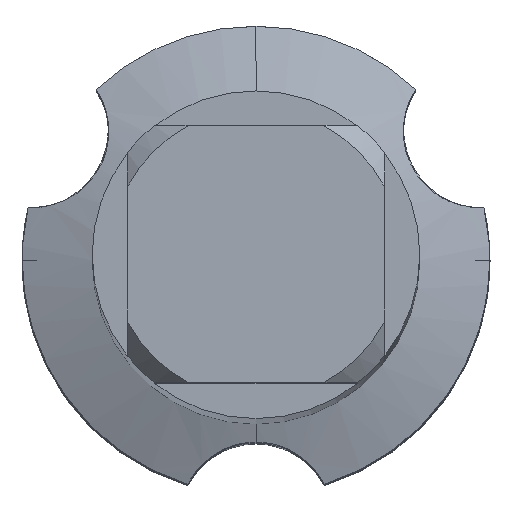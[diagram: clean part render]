
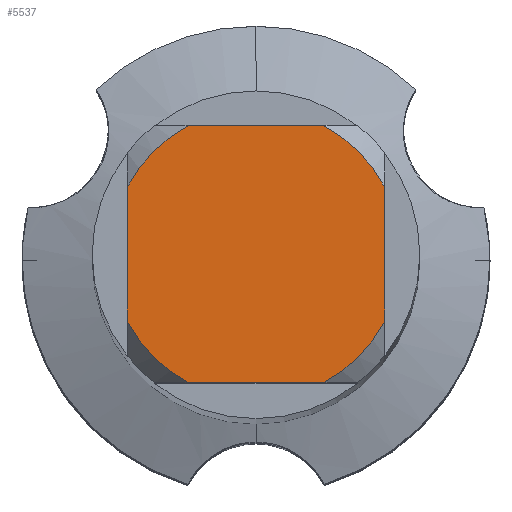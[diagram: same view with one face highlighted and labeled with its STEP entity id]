
A CAD part, top view. The second image highlights one B-rep face of the part: STEP entity #5537.
In plain terms, the highlighted planar face has unit normal (0, 0, 1).
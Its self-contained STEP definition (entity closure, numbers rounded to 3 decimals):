
#2071=VERTEX_POINT('',#6111);
#2293=VERTEX_POINT('',#6351);
#3029=VERTEX_POINT('',#7162);
#3043=EDGE_CURVE('',#5761,#3029,#7178,.T.);
#3075=EDGE_CURVE('',#2071,#2293,#7213,.T.);
#3331=EDGE_CURVE('',#4259,#3029,#7488,.T.);
#3389=VERTEX_POINT('',#7551);
#3433=EDGE_CURVE('',#3817,#4087,#7599,.T.);
#3609=EDGE_CURVE('',#3817,#3389,#7793,.T.);
#3633=EDGE_CURVE('',#4259,#4087,#7819,.T.);
#3817=VERTEX_POINT('',#8020);
#4029=EDGE_CURVE('',#5761,#2293,#8245,.T.);
#4087=VERTEX_POINT('',#8307);
#4259=VERTEX_POINT('',#8497);
#4775=EDGE_CURVE('',#2071,#3389,#9057,.T.);
#5537=ADVANCED_FACE('',(#9897),#9898,.T.);
#5761=VERTEX_POINT('',#10143);
#6111=CARTESIAN_POINT('',(2.75,-1.431,0.0));
#6351=CARTESIAN_POINT('',(1.431,-2.75,0.0));
#7162=CARTESIAN_POINT('',(-2.75,-1.431,0.0));
#7178=CIRCLE('',#12407,3.1);
#7213=CIRCLE('',#12455,3.1);
#7488=LINE('',#12945,#12946);
#7551=CARTESIAN_POINT('',(2.75,1.431,0.0));
#7599=LINE('',#13124,#13125);
#7793=CIRCLE('',#13481,3.1);
#7819=CIRCLE('',#13523,3.1);
#8020=CARTESIAN_POINT('',(1.431,2.75,0.0));
#8245=LINE('',#14271,#14272);
#8307=CARTESIAN_POINT('',(-1.431,2.75,0.0));
#8497=CARTESIAN_POINT('',(-2.75,1.431,0.0));
#9057=LINE('',#15721,#15722);
#9897=FACE_OUTER_BOUND('',#17232,.T.);
#9898=PLANE('',#17233);
#10143=CARTESIAN_POINT('',(-1.431,-2.75,0.0));
#12407=AXIS2_PLACEMENT_3D('',#19744,#19745,#19746);
#12455=AXIS2_PLACEMENT_3D('',#19780,#19781,#19782);
#12945=CARTESIAN_POINT('',(-2.75,0.775,0.0));
#12946=VECTOR('',#20060,1.0);
#13124=CARTESIAN_POINT('',(0.0,2.75,0.0));
#13125=VECTOR('',#20179,1.0);
#13481=AXIS2_PLACEMENT_3D('',#20398,#20399,#20400);
#13523=AXIS2_PLACEMENT_3D('',#20428,#20429,#20430);
#14271=CARTESIAN_POINT('',(0.0,-2.75,0.0));
#14272=VECTOR('',#20848,1.0);
#15721=CARTESIAN_POINT('',(2.75,0.775,0.0));
#15722=VECTOR('',#21692,1.0);
#17232=EDGE_LOOP('',(#22603,#22604,#22605,#22606,#22607,#22608,#22609,#22610));
#17233=AXIS2_PLACEMENT_3D('',#22611,#22612,#22613);
#19744=CARTESIAN_POINT('',(0.0,0.0,0.0));
#19745=DIRECTION('',(0.0,0.0,-1.0));
#19746=DIRECTION('',(0.0,1.0,0.0));
#19780=CARTESIAN_POINT('',(0.0,0.0,0.0));
#19781=DIRECTION('',(0.0,0.0,-1.0));
#19782=DIRECTION('',(0.0,1.0,0.0));
#20060=DIRECTION('',(-0.0,-1.0,0.0));
#20179=DIRECTION('',(-1.0,0.0,0.0));
#20398=CARTESIAN_POINT('',(0.0,0.0,0.0));
#20399=DIRECTION('',(0.0,0.0,-1.0));
#20400=DIRECTION('',(0.0,1.0,0.0));
#20428=CARTESIAN_POINT('',(0.0,0.0,0.0));
#20429=DIRECTION('',(0.0,0.0,-1.0));
#20430=DIRECTION('',(0.0,1.0,0.0));
#20848=DIRECTION('',(1.0,0.0,0.0));
#21692=DIRECTION('',(-0.0,1.0,0.0));
#22603=ORIENTED_EDGE('',*,*,#3331,.T.);
#22604=ORIENTED_EDGE('',*,*,#3043,.F.);
#22605=ORIENTED_EDGE('',*,*,#4029,.T.);
#22606=ORIENTED_EDGE('',*,*,#3075,.F.);
#22607=ORIENTED_EDGE('',*,*,#4775,.T.);
#22608=ORIENTED_EDGE('',*,*,#3609,.F.);
#22609=ORIENTED_EDGE('',*,*,#3433,.T.);
#22610=ORIENTED_EDGE('',*,*,#3633,.F.);
#22611=CARTESIAN_POINT('',(0.0,1.55,0.0));
#22612=DIRECTION('',(-0.0,0.0,1.0));
#22613=DIRECTION('',(0.0,-1.0,0.0));
